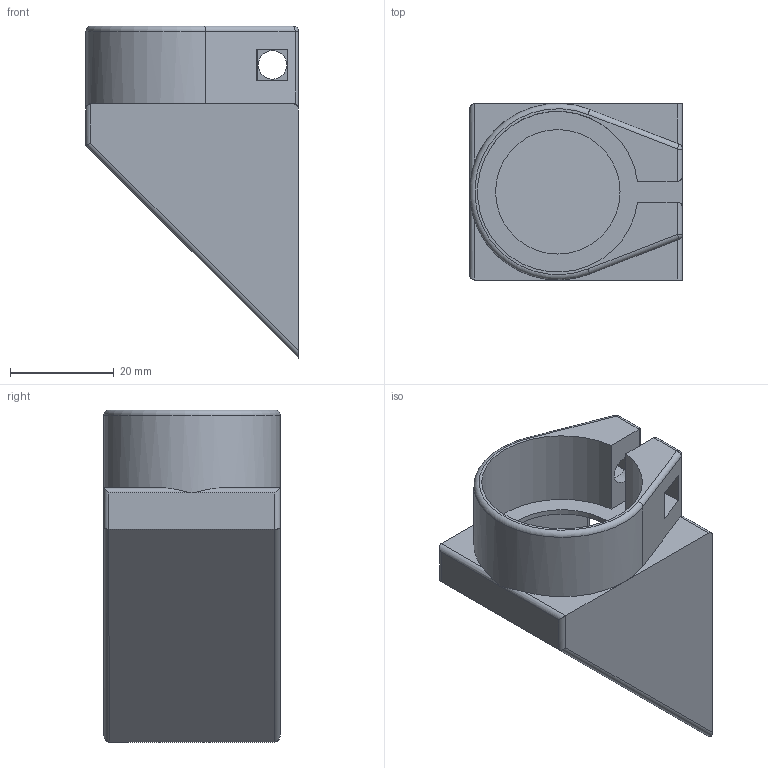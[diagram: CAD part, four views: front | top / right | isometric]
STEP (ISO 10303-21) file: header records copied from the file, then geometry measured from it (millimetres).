
FILE_DESCRIPTION((''),'2;1');
FILE_NAME('PRT0002','2012-03-29T',('dhelisch'),(''),'PRO/ENGINEER BY PARAMETRIC TECHNOLOGY CORPORATION, 2007250','PRO/ENGINEER BY PARAMETRIC TECHNOLOGY CORPORATION, 2007250','');
FILE_SCHEMA(('CONFIG_CONTROL_DESIGN'));
Length unit declared in the file: millimetre
Products named in the file (1): PRT0002
Bounding box: 41 x 34 x 64 mm (x, y, z)
Volume: 9257.9 mm3; surface area: 14246.2 mm2
Topology: 1 solids, 1 shells, 70 faces, 169 edges, 103 vertices
Faces by surface type: plane 33, cylinder 32, sphere 3, bspline 1, torus 1
Entity records: 2789 total; most frequent: CARTESIAN_POINT 541, ORIENTED_EDGE 338, DIRECTION 322, PRESENTATION_STYLE_ASSIGNMENT 170, STYLED_ITEM 170, CURVE_STYLE 169, EDGE_CURVE 169, AXIS2_PLACEMENT_3D 108
